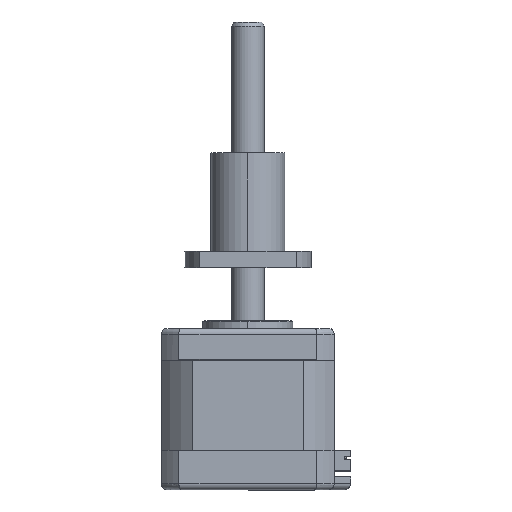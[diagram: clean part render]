
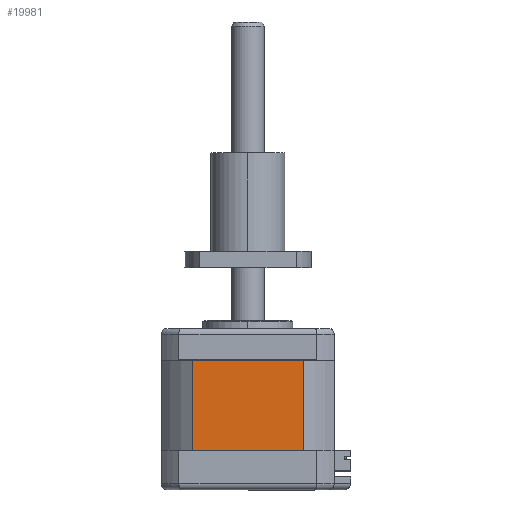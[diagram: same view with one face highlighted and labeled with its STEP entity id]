
A CAD part, top view. The second image highlights one B-rep face of the part: STEP entity #19981.
In plain terms, the highlighted planar face has unit normal (0, 0, 1).
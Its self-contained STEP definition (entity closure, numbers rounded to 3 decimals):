
#3232 = EDGE_LOOP ( 'NONE', ( #5288, #23150, #36019, #16715 ) ) ;
#3724 = CARTESIAN_POINT ( 'NONE',  ( 8.885, -11.807, 37.738 ) ) ;
#4019 = VECTOR ( 'NONE', #15029, 1000. ) ;
#5288 = ORIENTED_EDGE ( 'NONE', *, *, #39887, .T. ) ;
#7618 = DIRECTION ( 'NONE',  ( 0., 0., -1. ) ) ;
#7953 = VERTEX_POINT ( 'NONE', #23480 ) ;
#8657 = VECTOR ( 'NONE', #10914, 1000. ) ;
#9758 = LINE ( 'NONE', #3724, #8657 ) ;
#10778 = EDGE_CURVE ( 'NONE', #18963, #14121, #28011, .T. ) ;
#10914 = DIRECTION ( 'NONE',  ( 0., 1., 0. ) ) ;
#11606 = CARTESIAN_POINT ( 'NONE',  ( 8.885, -11.807, 37.738 ) ) ;
#13433 = CARTESIAN_POINT ( 'NONE',  ( -18.303, -11.807, 37.738 ) ) ;
#13725 = DIRECTION ( 'NONE',  ( 0., 1., 0. ) ) ;
#14121 = VERTEX_POINT ( 'NONE', #24048 ) ;
#15029 = DIRECTION ( 'NONE',  ( -1., 0., 0. ) ) ;
#15073 = FACE_OUTER_BOUND ( 'NONE', #3232, .T. ) ;
#16655 = VERTEX_POINT ( 'NONE', #44329 ) ;
#16715 = ORIENTED_EDGE ( 'NONE', *, *, #33821, .T. ) ;
#17296 = EDGE_CURVE ( 'NONE', #16655, #18963, #44251, .T. ) ;
#18963 = VERTEX_POINT ( 'NONE', #39597 ) ;
#19981 = ADVANCED_FACE ( 'NONE', ( #15073 ), #38868, .F. ) ;
#20618 = LINE ( 'NONE', #38027, #28827 ) ;
#23150 = ORIENTED_EDGE ( 'NONE', *, *, #10778, .F. ) ;
#23480 = CARTESIAN_POINT ( 'NONE',  ( 8.885, 10.193, 37.738 ) ) ;
#23519 = AXIS2_PLACEMENT_3D ( 'NONE', #11606, #7618, #36087 ) ;
#24048 = CARTESIAN_POINT ( 'NONE',  ( -18.303, 10.193, 37.738 ) ) ;
#28011 = LINE ( 'NONE', #13433, #38979 ) ;
#28827 = VECTOR ( 'NONE', #44481, 1000. ) ;
#32556 = CARTESIAN_POINT ( 'NONE',  ( 8.885, -11.807, 37.738 ) ) ;
#33821 = EDGE_CURVE ( 'NONE', #16655, #7953, #9758, .T. ) ;
#36019 = ORIENTED_EDGE ( 'NONE', *, *, #17296, .F. ) ;
#36087 = DIRECTION ( 'NONE',  ( 1., 0., 0. ) ) ;
#38027 = CARTESIAN_POINT ( 'NONE',  ( 8.885, 10.193, 37.738 ) ) ;
#38868 = PLANE ( 'NONE',  #23519 ) ;
#38979 = VECTOR ( 'NONE', #13725, 1000. ) ;
#39597 = CARTESIAN_POINT ( 'NONE',  ( -18.303, -11.807, 37.738 ) ) ;
#39887 = EDGE_CURVE ( 'NONE', #7953, #14121, #20618, .T. ) ;
#44251 = LINE ( 'NONE', #32556, #4019 ) ;
#44329 = CARTESIAN_POINT ( 'NONE',  ( 8.885, -11.807, 37.738 ) ) ;
#44481 = DIRECTION ( 'NONE',  ( -1., 0., 0. ) ) ;
